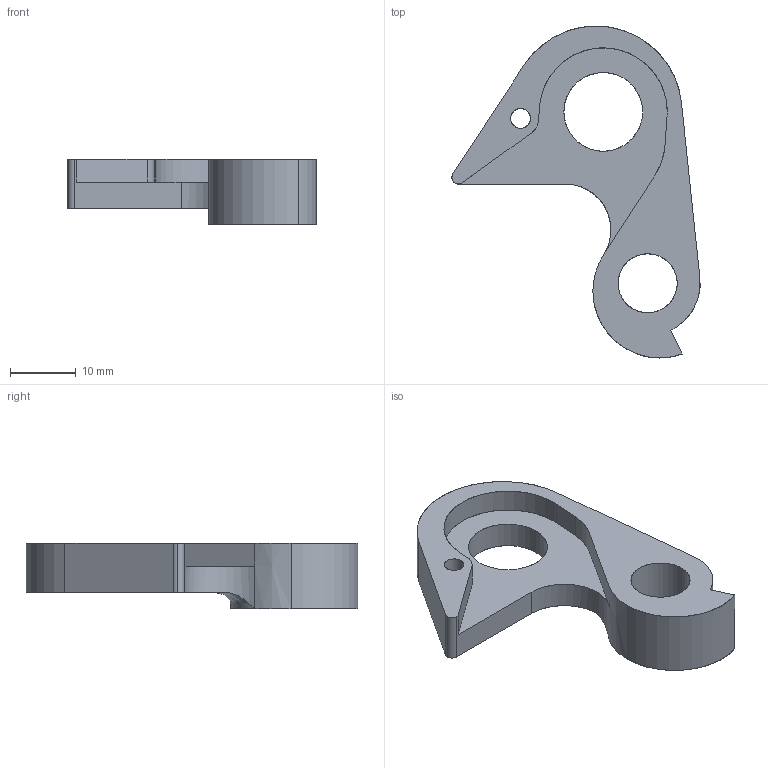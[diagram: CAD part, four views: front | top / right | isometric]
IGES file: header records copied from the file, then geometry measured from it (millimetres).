
Start section: SolidWorks IGES file using analytic representation for surfaces
Global section: file name: Genesis rear derailleur hanger.IGS; native system: SolidWorks 2016; preprocessor: SolidWorks 2016; author: sjvdb; date: 210122.165120; units: millimetre
Bounding box: 37.84 x 50.6 x 10 mm (x, y, z)
Surface area: 3532.6 mm2 (no closed solid volume)
Topology: 0 solids, 0 shells, 30 faces, 550 edges, 550 vertices
Faces by surface type: revolution 17, bspline 13
